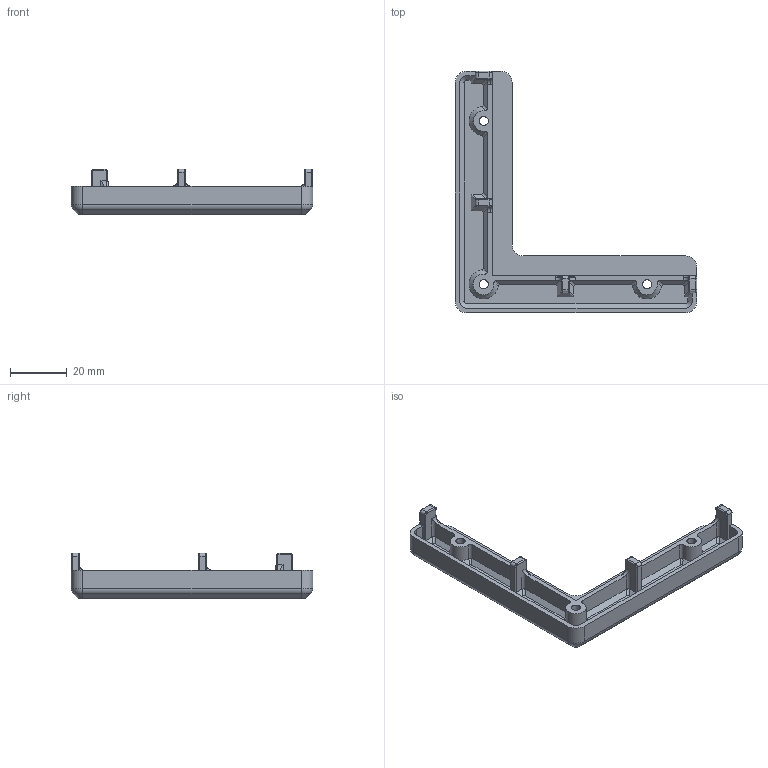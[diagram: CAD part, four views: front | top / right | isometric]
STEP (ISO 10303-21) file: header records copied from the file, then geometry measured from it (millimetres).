
FILE_DESCRIPTION (( 'STEP AP214' ), '1' );
FILE_NAME ('Front_6mm_Panel_Slide_Clips_Corner_L85mm.STEP', '2023-01-21T23:09:18', ( '' ), ( '' ), 'SwSTEP 2.0', 'SolidWorks 2023', '' );
FILE_SCHEMA (( 'AUTOMOTIVE_DESIGN' ));
Length unit declared in the file: millimetre
Products named in the file (1): Front_6mm_Panel_Slide_Clips_Corner_L85mm
Bounding box: 85 x 85 x 16 mm (x, y, z)
Volume: 13324.8 mm3; surface area: 11861.3 mm2
Topology: 1 solids, 1 shells, 264 faces, 687 edges, 425 vertices
Faces by surface type: plane 105, cylinder 101, torus 31, cone 17, bspline 10
Entity records: 8479 total; most frequent: CARTESIAN_POINT 2151, ORIENTED_EDGE 1374, DIRECTION 1300, EDGE_CURVE 687, AXIS2_PLACEMENT_3D 473, VERTEX_POINT 425, LINE 354, VECTOR 354
